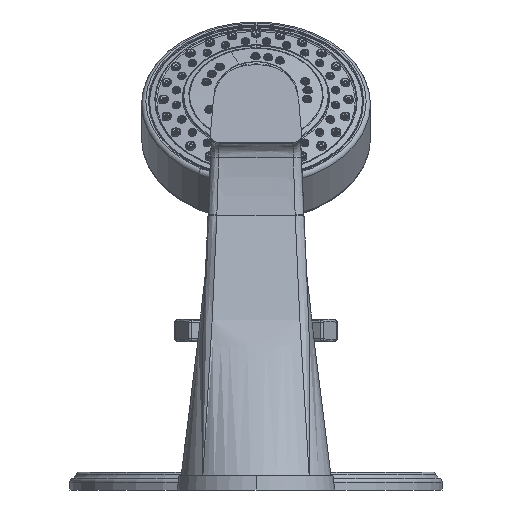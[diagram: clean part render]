
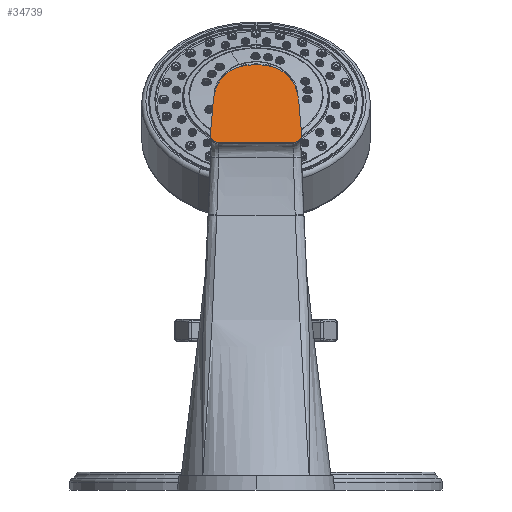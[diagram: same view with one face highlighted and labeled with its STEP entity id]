
A CAD part, front view. The second image highlights one B-rep face of the part: STEP entity #34739.
In plain terms, the highlighted planar face has unit normal (0, -0.985, 0.174).
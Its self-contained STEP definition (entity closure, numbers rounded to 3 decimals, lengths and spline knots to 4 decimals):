
#33431=CARTESIAN_POINT('',(0.7979,-8.6277,
6.2083));
#33432=CARTESIAN_POINT('',(0.7919,-8.6157,
6.2764));
#33433=CARTESIAN_POINT('',(0.7799,-8.5926,
6.4073));
#33434=CARTESIAN_POINT('',(0.7637,-8.5613,
6.5851));
#33435=CARTESIAN_POINT('',(0.7542,-8.5414,
6.6975));
#33436=CARTESIAN_POINT('',(0.75,-8.5319,6.7516));
#33446=CARTESIAN_POINT('',(-0.75,-8.5319,6.7516));
#33447=CARTESIAN_POINT('',(-0.7485,-8.5272,
6.7784));
#33448=CARTESIAN_POINT('',(-0.7438,-8.5182,
6.8294));
#33449=CARTESIAN_POINT('',(-0.7325,-8.5061,
6.8976));
#33450=CARTESIAN_POINT('',(-0.7176,-8.4953,
6.9588));
#33451=CARTESIAN_POINT('',(-0.6996,-8.4856,
7.0141));
#33452=CARTESIAN_POINT('',(-0.6788,-8.4768,
7.0639));
#33453=CARTESIAN_POINT('',(-0.6553,-8.4688,
7.1096));
#33454=CARTESIAN_POINT('',(-0.6293,-8.4614,
7.1514));
#33455=CARTESIAN_POINT('',(-0.6008,-8.4546,
7.1897));
#33456=CARTESIAN_POINT('',(-0.5696,-8.4484,
7.225));
#33457=CARTESIAN_POINT('',(-0.5357,-8.4427,
7.2575));
#33458=CARTESIAN_POINT('',(-0.4986,-8.4374,
7.2875));
#33459=CARTESIAN_POINT('',(-0.4581,-8.4325,
7.3151));
#33460=CARTESIAN_POINT('',(-0.4139,-8.4281,
7.3403));
#33461=CARTESIAN_POINT('',(-0.3653,-8.4241,
7.363));
#33462=CARTESIAN_POINT('',(-0.3123,-8.4206,
7.3829));
#33463=CARTESIAN_POINT('',(-0.2543,-8.4176,
7.3999));
#33464=CARTESIAN_POINT('',(-0.1898,-8.4151,
7.4137));
#33465=CARTESIAN_POINT('',(-0.1175,-8.4134,
7.4238));
#33466=CARTESIAN_POINT('',(-0.0397,-8.4125,
7.4289));
#33467=CARTESIAN_POINT('',(0.0397,-8.4125,
7.4289));
#33468=CARTESIAN_POINT('',(0.1175,-8.4134,
7.4238));
#33469=CARTESIAN_POINT('',(0.1898,-8.4151,
7.4137));
#33470=CARTESIAN_POINT('',(0.2543,-8.4176,
7.3999));
#33471=CARTESIAN_POINT('',(0.3123,-8.4206,
7.3829));
#33472=CARTESIAN_POINT('',(0.3653,-8.4241,
7.363));
#33473=CARTESIAN_POINT('',(0.4139,-8.4281,
7.3403));
#33474=CARTESIAN_POINT('',(0.4581,-8.4325,
7.3151));
#33475=CARTESIAN_POINT('',(0.4986,-8.4374,
7.2875));
#33476=CARTESIAN_POINT('',(0.5357,-8.4427,
7.2575));
#33477=CARTESIAN_POINT('',(0.5696,-8.4484,
7.225));
#33478=CARTESIAN_POINT('',(0.6008,-8.4546,
7.1897));
#33479=CARTESIAN_POINT('',(0.6293,-8.4614,
7.1514));
#33480=CARTESIAN_POINT('',(0.6553,-8.4688,
7.1096));
#33481=CARTESIAN_POINT('',(0.6788,-8.4768,
7.0639));
#33482=CARTESIAN_POINT('',(0.6996,-8.4856,
7.0141));
#33483=CARTESIAN_POINT('',(0.7176,-8.4953,
6.9589));
#33484=CARTESIAN_POINT('',(0.7325,-8.5061,
6.8976));
#33485=CARTESIAN_POINT('',(0.7438,-8.5182,
6.8294));
#33486=CARTESIAN_POINT('',(0.7485,-8.5272,
6.7784));
#33487=CARTESIAN_POINT('',(0.75,-8.5319,6.7516));
#33497=CARTESIAN_POINT('',(-0.7979,-8.6277,
6.2083));
#33498=CARTESIAN_POINT('',(-0.7919,-8.6157,
6.2764));
#33499=CARTESIAN_POINT('',(-0.7799,-8.5926,
6.4073));
#33500=CARTESIAN_POINT('',(-0.7637,-8.5613,
6.5851));
#33501=CARTESIAN_POINT('',(-0.7542,-8.5414,
6.6975));
#33502=CARTESIAN_POINT('',(-0.75,-8.5319,6.7516));
#33512=CARTESIAN_POINT('',(-0.7979,-8.6277,
6.2083));
#33513=CARTESIAN_POINT('',(-0.7984,-8.6285,
6.2035));
#33514=CARTESIAN_POINT('',(-0.7986,-8.6303,
6.1938));
#33515=CARTESIAN_POINT('',(-0.7973,-8.6328,
6.1792));
#33516=CARTESIAN_POINT('',(-0.7942,-8.6353,
6.165));
#33517=CARTESIAN_POINT('',(-0.7894,-8.6378,
6.1512));
#33518=CARTESIAN_POINT('',(-0.783,-8.6401,
6.138));
#33519=CARTESIAN_POINT('',(-0.7751,-8.6423,
6.1257));
#33520=CARTESIAN_POINT('',(-0.7657,-8.6442,
6.1144));
#33521=CARTESIAN_POINT('',(-0.7551,-8.646,
6.1042));
#33522=CARTESIAN_POINT('',(-0.7432,-8.6476,
6.0953));
#33523=CARTESIAN_POINT('',(-0.7304,-8.6489,
6.0879));
#33524=CARTESIAN_POINT('',(-0.7167,-8.65,
6.082));
#33525=CARTESIAN_POINT('',(-0.7025,-8.6507,
6.0778));
#33526=CARTESIAN_POINT('',(-0.6878,-8.6512,
6.0752));
#33527=CARTESIAN_POINT('',(-0.6779,-8.6513,
6.0746));
#33528=CARTESIAN_POINT('',(-0.6729,-8.6513,
6.0746));
#33549=DIRECTION('',(-1.,0.,0.));
#33550=VECTOR('',#33549,1.3458);
#33551=CARTESIAN_POINT('',(0.6729,-8.6513,
6.0746));
#33552=LINE('',#33551,#33550);
#33553=CARTESIAN_POINT('',(0.6729,-8.6513,
6.0746));
#33554=CARTESIAN_POINT('',(0.6779,-8.6513,
6.0746));
#33555=CARTESIAN_POINT('',(0.6878,-8.6512,
6.0752));
#33556=CARTESIAN_POINT('',(0.7025,-8.6507,
6.0778));
#33557=CARTESIAN_POINT('',(0.7167,-8.65,
6.082));
#33558=CARTESIAN_POINT('',(0.7304,-8.6489,
6.0879));
#33559=CARTESIAN_POINT('',(0.7432,-8.6476,
6.0953));
#33560=CARTESIAN_POINT('',(0.7551,-8.646,
6.1042));
#33561=CARTESIAN_POINT('',(0.7657,-8.6442,
6.1144));
#33562=CARTESIAN_POINT('',(0.7751,-8.6423,
6.1257));
#33563=CARTESIAN_POINT('',(0.783,-8.6401,
6.138));
#33564=CARTESIAN_POINT('',(0.7894,-8.6378,
6.1512));
#33565=CARTESIAN_POINT('',(0.7942,-8.6353,
6.165));
#33566=CARTESIAN_POINT('',(0.7973,-8.6328,
6.1792));
#33567=CARTESIAN_POINT('',(0.7986,-8.6303,
6.1938));
#33568=CARTESIAN_POINT('',(0.7984,-8.6285,
6.2035));
#33569=CARTESIAN_POINT('',(0.7979,-8.6277,
6.2083));
#34288=VERTEX_POINT('',#33446);
#34289=VERTEX_POINT('',#33487);
#34290=CARTESIAN_POINT('',(0.6729,-8.6513,
6.0746));
#34291=CARTESIAN_POINT('',(-0.6729,-8.6513,
6.0746));
#34292=VERTEX_POINT('',#34290);
#34293=VERTEX_POINT('',#34291);
#34294=VERTEX_POINT('',#33569);
#34295=VERTEX_POINT('',#33512);
#34721=CARTESIAN_POINT('',(0.7623,-8.6513,
6.0746));
#34722=DIRECTION('',(0.,-0.985,0.174));
#34723=DIRECTION('',(0.,0.174,0.985));
#34724=AXIS2_PLACEMENT_3D('',#34721,#34722,#34723);
#34725=PLANE('',#34724);
#34727=ORIENTED_EDGE('',*,*,#34726,.T.);
#34728=ORIENTED_EDGE('',*,*,#34698,.F.);
#34730=ORIENTED_EDGE('',*,*,#34729,.F.);
#34732=ORIENTED_EDGE('',*,*,#34731,.T.);
#34734=ORIENTED_EDGE('',*,*,#34733,.F.);
#34736=ORIENTED_EDGE('',*,*,#34735,.T.);
#34737=EDGE_LOOP('',(#34727,#34728,#34730,#34732,#34734,#34736));
#34738=FACE_OUTER_BOUND('',#34737,.F.);
#34739=ADVANCED_FACE('',(#34738),#34725,.T.);
#33437=B_SPLINE_CURVE_WITH_KNOTS('',3,(#33431,#33432,#33433,#33434,#33435,
#33436),.UNSPECIFIED.,.F.,.F.,(4,1,1,4),(0.,0.3333,
0.6667,1.),.UNSPECIFIED.);
#33488=B_SPLINE_CURVE_WITH_KNOTS('',3,(#33446,#33447,#33448,#33449,#33450,
#33451,#33452,#33453,#33454,#33455,#33456,#33457,#33458,#33459,#33460,#33461,
#33462,#33463,#33464,#33465,#33466,#33467,#33468,#33469,#33470,#33471,#33472,
#33473,#33474,#33475,#33476,#33477,#33478,#33479,#33480,#33481,#33482,#33483,
#33484,#33485,#33486,#33487),.UNSPECIFIED.,.F.,.F.,(4,1,1,1,1,1,1,1,1,1,1,1,1,1,
1,1,1,1,1,1,1,1,1,1,1,1,1,1,1,1,1,1,1,1,1,1,1,1,1,4),(0.,0.0256,
0.0513,0.0769,0.1026,0.1282,
0.1538,0.1795,0.2051,0.2308,
0.2564,0.2821,0.3077,0.3333,
0.359,0.3846,0.4103,0.4359,
0.4615,0.4872,0.5128,0.5385,
0.5641,0.5897,0.6154,0.641,
0.6667,0.6923,0.7179,0.7436,
0.7692,0.7949,0.8205,0.8462,
0.8718,0.8974,0.9231,0.9487,
0.9744,1.),.UNSPECIFIED.);
#33503=B_SPLINE_CURVE_WITH_KNOTS('',3,(#33497,#33498,#33499,#33500,#33501,
#33502),.UNSPECIFIED.,.F.,.F.,(4,1,1,4),(0.,0.3333,
0.6667,1.),.UNSPECIFIED.);
#33529=B_SPLINE_CURVE_WITH_KNOTS('',3,(#33512,#33513,#33514,#33515,#33516,
#33517,#33518,#33519,#33520,#33521,#33522,#33523,#33524,#33525,#33526,#33527,
#33528),.UNSPECIFIED.,.F.,.F.,(4,1,1,1,1,1,1,1,1,1,1,1,1,1,4),(0.,
0.0714,0.1429,0.2143,0.2857,
0.3571,0.4286,0.5,0.5714,0.6429,
0.7143,0.7857,0.8571,0.9286,1.),
.UNSPECIFIED.);
#33570=B_SPLINE_CURVE_WITH_KNOTS('',3,(#33553,#33554,#33555,#33556,#33557,
#33558,#33559,#33560,#33561,#33562,#33563,#33564,#33565,#33566,#33567,#33568,
#33569),.UNSPECIFIED.,.F.,.F.,(4,1,1,1,1,1,1,1,1,1,1,1,1,1,4),(0.,
0.0714,0.1429,0.2143,0.2857,
0.3571,0.4286,0.5,0.5714,0.6429,
0.7143,0.7857,0.8571,0.9286,1.),
.UNSPECIFIED.);
#34698=EDGE_CURVE('',#34294,#34289,#33437,.T.);
#34726=EDGE_CURVE('',#34288,#34289,#33488,.T.);
#34729=EDGE_CURVE('',#34292,#34294,#33570,.T.);
#34731=EDGE_CURVE('',#34292,#34293,#33552,.T.);
#34733=EDGE_CURVE('',#34295,#34293,#33529,.T.);
#34735=EDGE_CURVE('',#34295,#34288,#33503,.T.);
